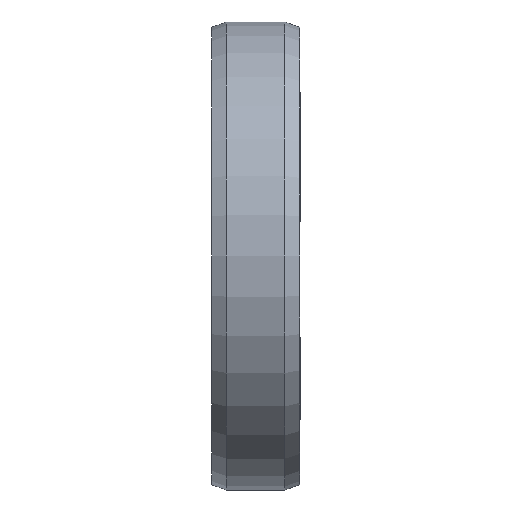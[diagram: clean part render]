
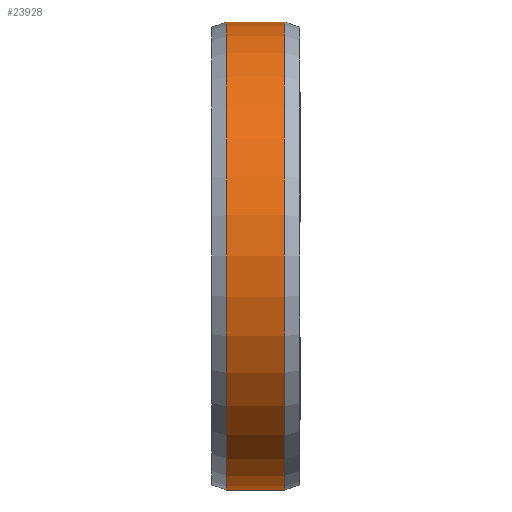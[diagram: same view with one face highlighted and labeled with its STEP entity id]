
A CAD part, left-side view. The second image highlights one B-rep face of the part: STEP entity #23928.
In plain terms, the highlighted cylindrical face has radius 16 mm (diameter 32 mm), a partial arc.
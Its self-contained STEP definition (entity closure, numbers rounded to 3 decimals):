
#23091=CARTESIAN_POINT('',(0.,2.,0.));
#23092=DIRECTION('',(0.,1.,0.));
#23093=DIRECTION('',(0.,0.,-1.));
#23094=AXIS2_PLACEMENT_3D('',#23091,#23092,#23093);
#23451=DIRECTION('',(0.,1.,0.));
#23452=VECTOR('',#23451,4.);
#23453=CARTESIAN_POINT('',(0.,-2.,-16.));
#23454=LINE('',#23453,#23452);
#23458=DIRECTION('',(0.,1.,0.));
#23459=VECTOR('',#23458,4.);
#23460=CARTESIAN_POINT('',(0.,-2.,16.));
#23461=LINE('',#23460,#23459);
#23465=CARTESIAN_POINT('',(0.,-2.,0.));
#23466=DIRECTION('',(0.,1.,0.));
#23467=DIRECTION('',(0.,0.,-1.));
#23468=AXIS2_PLACEMENT_3D('',#23465,#23466,#23467);
#23486=CARTESIAN_POINT('',(0.,-2.,-16.));
#23488=VERTEX_POINT('',#23486);
#23489=CARTESIAN_POINT('',(0.,2.,-16.));
#23490=VERTEX_POINT('',#23489);
#23502=CARTESIAN_POINT('',(0.,-2.,16.));
#23504=VERTEX_POINT('',#23502);
#23505=CARTESIAN_POINT('',(0.,2.,16.));
#23506=VERTEX_POINT('',#23505);
#23915=CARTESIAN_POINT('',(0.,3.3,0.));
#23916=DIRECTION('',(0.,-1.,0.));
#23917=DIRECTION('',(0.,0.,1.));
#23918=AXIS2_PLACEMENT_3D('',#23915,#23916,#23917);
#23919=CYLINDRICAL_SURFACE('',#23918,16.);
#23921=ORIENTED_EDGE('',*,*,#23920,.T.);
#23922=ORIENTED_EDGE('',*,*,#23574,.T.);
#23924=ORIENTED_EDGE('',*,*,#23923,.F.);
#23925=ORIENTED_EDGE('',*,*,#23908,.F.);
#23926=EDGE_LOOP('',(#23921,#23922,#23924,#23925));
#23927=FACE_OUTER_BOUND('',#23926,.F.);
#23095=CIRCLE('',#23094,16.);
#23469=CIRCLE('',#23468,16.);
#23574=EDGE_CURVE('',#23490,#23506,#23095,.T.);
#23908=EDGE_CURVE('',#23488,#23504,#23469,.T.);
#23920=EDGE_CURVE('',#23488,#23490,#23454,.T.);
#23923=EDGE_CURVE('',#23504,#23506,#23461,.T.);
#23928=ADVANCED_FACE('',(#23927),#23919,.T.);
